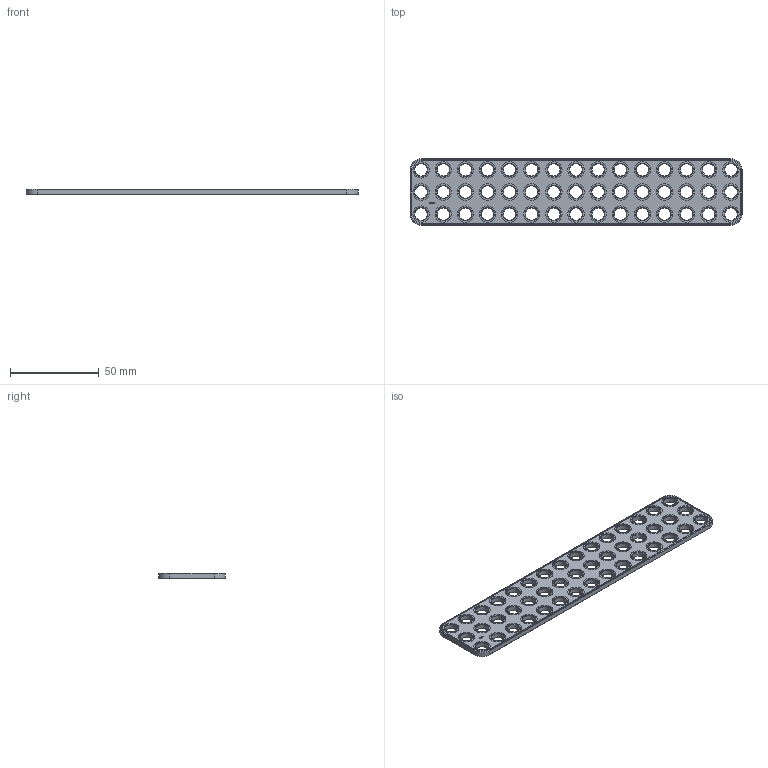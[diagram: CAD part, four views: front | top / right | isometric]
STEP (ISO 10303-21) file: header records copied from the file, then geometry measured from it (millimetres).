
FILE_DESCRIPTION(('FreeCAD Model'),'2;1');
FILE_NAME('Open CASCADE Shape Model','2024-10-08T19:13:15',(''),(''), 'Open CASCADE STEP processor 7.7','FreeCAD','Unknown');
FILE_SCHEMA(('AUTOMOTIVE_DESIGN { 1 0 10303 214 1 1 1 1 }'));
Length unit declared in the file: millimetre
Products named in the file (1): Plate RCT CRNR BU15x03x00.25 - SPN-PLT-0164 (stemfie.org)
Bounding box: 187.5 x 37.5 x 3.12 mm (x, y, z)
Volume: 15593.5 mm3; surface area: 14853.1 mm2
Topology: 1 solids, 1 shells, 702 faces, 1760 edges, 1138 vertices
Faces by surface type: plane 380, extrusion 126, cylinder 98, cone 98
Full cylindrical faces by diameter (mm): 7 x45, 9.2 x45
Entity records: 21397 total; most frequent: CARTESIAN_POINT 4630, ORIENTED_EDGE 3520, DIRECTION 3082, EDGE_CURVE 1760, VECTOR 1340, LINE 1214, VERTEX_POINT 1138, AXIS2_PLACEMENT_3D 871
